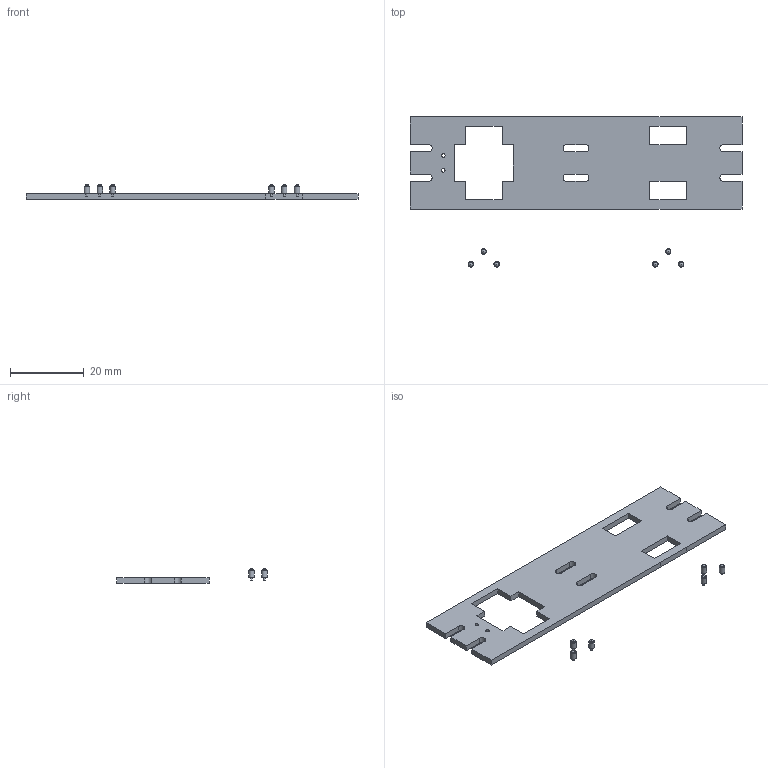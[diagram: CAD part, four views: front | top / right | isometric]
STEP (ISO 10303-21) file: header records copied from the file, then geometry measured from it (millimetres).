
FILE_DESCRIPTION(('KiCad electronic assembly'),'2;1');
FILE_NAME('OpenHO_Engine_5.step','2020-02-07T14:00:48',('An Author'),( 'A Company'),'Open CASCADE STEP processor 6.9', 'KiCad to STEP converter','Unknown');
FILE_SCHEMA(('AUTOMOTIVE_DESIGN { 1 0 10303 214 1 1 1 1 }'));
Length unit declared in the file: millimetre
Products named in the file (4): Open CASCADE STEP translator 6.9 1; IS_POGO_D15x24_THT; SOLID; COMPOUND
Assembly tree (8 placements, depth 3):
  Open CASCADE STEP translator 6.9 1
    IS_POGO_D15x24_THT  x6
      SOLID
    COMPOUND
Bounding box: 90 x 40.75 x 4.05 mm (x, y, z)
Volume: 2928.2 mm3; surface area: 4441.4 mm2
Topology: 7 solids, 13 shells, 116 faces, 246 edges, 162 vertices
Faces by surface type: plane 76, cylinder 28, revolution 6, sphere 6
Full cylindrical faces by diameter (mm): 0.5 x6, 1 x8, 1.5 x6
Entity records: 4474 total; most frequent: CARTESIAN_POINT 718, DIRECTION 706, LINE 468, VECTOR 468, ORIENTED_EDGE 350, PCURVE 350, DEFINITIONAL_REPRESENTATION 350, EDGE_CURVE 175
